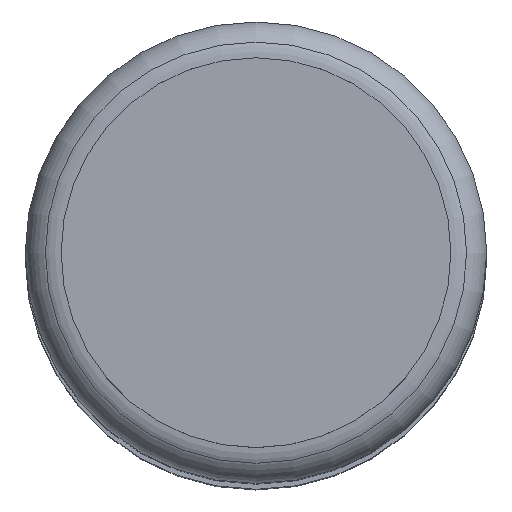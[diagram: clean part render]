
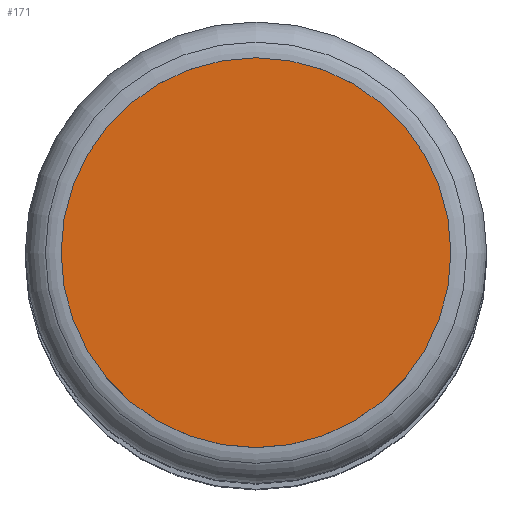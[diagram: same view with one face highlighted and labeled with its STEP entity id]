
A CAD part, top view. The second image highlights one B-rep face of the part: STEP entity #171.
In plain terms, the highlighted planar face has unit normal (0, 0, 1).
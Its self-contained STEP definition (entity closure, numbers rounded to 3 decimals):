
#99=FACE_OUTER_BOUND('',#319,.T.);
#137=PLANE('',#590);
#171=ADVANCED_FACE('',(#99),#137,.F.);
#319=EDGE_LOOP('',(#395));
#395=ORIENTED_EDGE('',*,*,#484,.T.);
#446=VERTEX_POINT('',#860);
#484=EDGE_CURVE('',#446,#446,#522,.T.);
#522=CIRCLE('',#589,4.35);
#589=AXIS2_PLACEMENT_3D('',#859,#726,#727);
#590=AXIS2_PLACEMENT_3D('',#861,#728,#729);
#726=DIRECTION('',(0.,0.,1.));
#727=DIRECTION('',(1.,0.,0.));
#728=DIRECTION('',(0.,0.,-1.));
#729=DIRECTION('',(-1.,0.,0.));
#859=CARTESIAN_POINT('',(0.,0.,83.5));
#860=CARTESIAN_POINT('',(4.35,0.,83.5));
#861=CARTESIAN_POINT('',(0.,0.,83.5));
